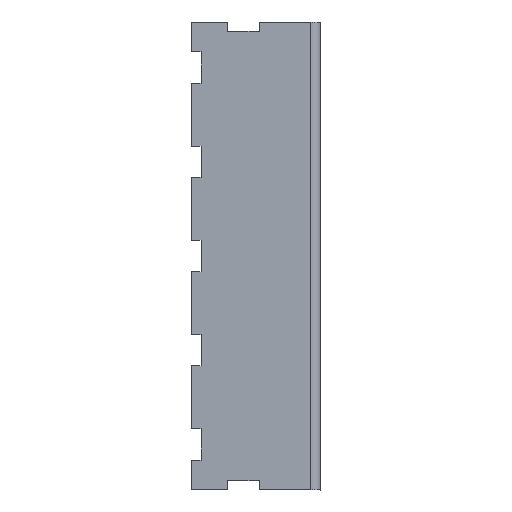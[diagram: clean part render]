
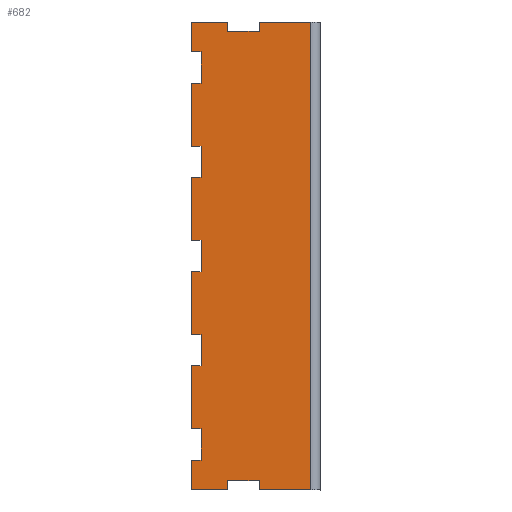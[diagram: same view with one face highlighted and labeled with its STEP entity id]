
A CAD part, top view. The second image highlights one B-rep face of the part: STEP entity #682.
In plain terms, the highlighted planar face has unit normal (0, 0, 1).
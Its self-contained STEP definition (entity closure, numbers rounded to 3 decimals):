
#37=PLANE('',#732);
#71=FACE_OUTER_BOUND('',#105,.T.);
#105=EDGE_LOOP('',(#558,#559,#560,#561,#562,#563,#564,#565,#566,#567,#568,
#569,#570,#571,#572,#573,#574,#575,#576,#577,#578,#579,#580,#581,#582,#583,
#584,#585,#586,#587,#588,#589));
#116=LINE('',#917,#210);
#120=LINE('',#926,#214);
#124=LINE('',#935,#218);
#126=LINE('',#941,#220);
#130=LINE('',#950,#224);
#134=LINE('',#959,#228);
#138=LINE('',#968,#232);
#144=LINE('',#980,#238);
#145=LINE('',#984,#239);
#149=LINE('',#993,#243);
#153=LINE('',#1002,#247);
#157=LINE('',#1011,#251);
#161=LINE('',#1018,#255);
#163=LINE('',#1021,#257);
#165=LINE('',#1024,#259);
#167=LINE('',#1027,#261);
#169=LINE('',#1030,#263);
#171=LINE('',#1033,#265);
#173=LINE('',#1036,#267);
#175=LINE('',#1039,#269);
#177=LINE('',#1043,#271);
#180=LINE('',#1049,#274);
#183=LINE('',#1054,#277);
#185=LINE('',#1058,#279);
#186=LINE('',#1060,#280);
#187=LINE('',#1062,#281);
#188=LINE('',#1063,#282);
#189=LINE('',#1065,#283);
#190=LINE('',#1067,#284);
#191=LINE('',#1069,#285);
#192=LINE('',#1071,#286);
#193=LINE('',#1072,#287);
#210=VECTOR('',#749,10.);
#214=VECTOR('',#757,10.);
#218=VECTOR('',#763,10.);
#220=VECTOR('',#767,10.);
#224=VECTOR('',#773,10.);
#228=VECTOR('',#779,10.);
#232=VECTOR('',#785,10.);
#238=VECTOR('',#793,10.);
#239=VECTOR('',#796,10.);
#243=VECTOR('',#802,10.);
#247=VECTOR('',#808,10.);
#251=VECTOR('',#814,10.);
#255=VECTOR('',#820,10.);
#257=VECTOR('',#824,10.);
#259=VECTOR('',#828,10.);
#261=VECTOR('',#832,10.);
#263=VECTOR('',#836,10.);
#265=VECTOR('',#840,10.);
#267=VECTOR('',#844,10.);
#269=VECTOR('',#848,10.);
#271=VECTOR('',#852,10.);
#274=VECTOR('',#857,10.);
#277=VECTOR('',#862,10.);
#279=VECTOR('',#866,10.);
#280=VECTOR('',#867,10.);
#281=VECTOR('',#868,10.);
#282=VECTOR('',#869,10.);
#283=VECTOR('',#870,10.);
#284=VECTOR('',#871,10.);
#285=VECTOR('',#872,10.);
#286=VECTOR('',#873,10.);
#287=VECTOR('',#874,10.);
#307=VERTEX_POINT('',#914);
#308=VERTEX_POINT('',#916);
#311=VERTEX_POINT('',#924);
#312=VERTEX_POINT('',#928);
#315=VERTEX_POINT('',#933);
#316=VERTEX_POINT('',#937);
#318=VERTEX_POINT('',#940);
#320=VERTEX_POINT('',#946);
#322=VERTEX_POINT('',#949);
#324=VERTEX_POINT('',#955);
#326=VERTEX_POINT('',#958);
#328=VERTEX_POINT('',#964);
#330=VERTEX_POINT('',#967);
#332=VERTEX_POINT('',#973);
#335=VERTEX_POINT('',#978);
#336=VERTEX_POINT('',#982);
#337=VERTEX_POINT('',#983);
#340=VERTEX_POINT('',#991);
#341=VERTEX_POINT('',#992);
#344=VERTEX_POINT('',#1000);
#345=VERTEX_POINT('',#1001);
#348=VERTEX_POINT('',#1009);
#349=VERTEX_POINT('',#1010);
#352=VERTEX_POINT('',#1042);
#354=VERTEX_POINT('',#1048);
#356=VERTEX_POINT('',#1057);
#357=VERTEX_POINT('',#1059);
#358=VERTEX_POINT('',#1061);
#359=VERTEX_POINT('',#1064);
#360=VERTEX_POINT('',#1066);
#361=VERTEX_POINT('',#1068);
#362=VERTEX_POINT('',#1070);
#371=EDGE_CURVE('',#307,#308,#116,.T.);
#376=EDGE_CURVE('',#311,#307,#120,.T.);
#380=EDGE_CURVE('',#315,#312,#124,.F.);
#382=EDGE_CURVE('',#316,#318,#126,.F.);
#386=EDGE_CURVE('',#320,#322,#130,.F.);
#390=EDGE_CURVE('',#324,#326,#134,.F.);
#394=EDGE_CURVE('',#328,#330,#138,.F.);
#400=EDGE_CURVE('',#335,#332,#144,.F.);
#401=EDGE_CURVE('',#336,#337,#145,.T.);
#405=EDGE_CURVE('',#340,#341,#149,.T.);
#409=EDGE_CURVE('',#344,#345,#153,.T.);
#413=EDGE_CURVE('',#348,#349,#157,.T.);
#417=EDGE_CURVE('',#341,#326,#161,.T.);
#419=EDGE_CURVE('',#320,#340,#163,.T.);
#421=EDGE_CURVE('',#324,#344,#165,.T.);
#423=EDGE_CURVE('',#345,#330,#167,.T.);
#425=EDGE_CURVE('',#349,#332,#169,.T.);
#427=EDGE_CURVE('',#328,#348,#171,.T.);
#429=EDGE_CURVE('',#316,#336,#173,.T.);
#431=EDGE_CURVE('',#337,#322,#175,.T.);
#433=EDGE_CURVE('',#352,#312,#177,.T.);
#436=EDGE_CURVE('',#335,#354,#180,.T.);
#439=EDGE_CURVE('',#354,#352,#183,.T.);
#441=EDGE_CURVE('',#311,#356,#185,.T.);
#442=EDGE_CURVE('',#356,#357,#186,.T.);
#443=EDGE_CURVE('',#357,#358,#187,.T.);
#444=EDGE_CURVE('',#318,#358,#188,.T.);
#445=EDGE_CURVE('',#359,#315,#189,.T.);
#446=EDGE_CURVE('',#359,#360,#190,.T.);
#447=EDGE_CURVE('',#360,#361,#191,.T.);
#448=EDGE_CURVE('',#361,#362,#192,.T.);
#449=EDGE_CURVE('',#308,#362,#193,.T.);
#558=ORIENTED_EDGE('',*,*,#371,.F.);
#559=ORIENTED_EDGE('',*,*,#376,.F.);
#560=ORIENTED_EDGE('',*,*,#441,.T.);
#561=ORIENTED_EDGE('',*,*,#442,.T.);
#562=ORIENTED_EDGE('',*,*,#443,.T.);
#563=ORIENTED_EDGE('',*,*,#444,.F.);
#564=ORIENTED_EDGE('',*,*,#382,.F.);
#565=ORIENTED_EDGE('',*,*,#429,.T.);
#566=ORIENTED_EDGE('',*,*,#401,.T.);
#567=ORIENTED_EDGE('',*,*,#431,.T.);
#568=ORIENTED_EDGE('',*,*,#386,.F.);
#569=ORIENTED_EDGE('',*,*,#419,.T.);
#570=ORIENTED_EDGE('',*,*,#405,.T.);
#571=ORIENTED_EDGE('',*,*,#417,.T.);
#572=ORIENTED_EDGE('',*,*,#390,.F.);
#573=ORIENTED_EDGE('',*,*,#421,.T.);
#574=ORIENTED_EDGE('',*,*,#409,.T.);
#575=ORIENTED_EDGE('',*,*,#423,.T.);
#576=ORIENTED_EDGE('',*,*,#394,.F.);
#577=ORIENTED_EDGE('',*,*,#427,.T.);
#578=ORIENTED_EDGE('',*,*,#413,.T.);
#579=ORIENTED_EDGE('',*,*,#425,.T.);
#580=ORIENTED_EDGE('',*,*,#400,.F.);
#581=ORIENTED_EDGE('',*,*,#436,.T.);
#582=ORIENTED_EDGE('',*,*,#439,.T.);
#583=ORIENTED_EDGE('',*,*,#433,.T.);
#584=ORIENTED_EDGE('',*,*,#380,.F.);
#585=ORIENTED_EDGE('',*,*,#445,.F.);
#586=ORIENTED_EDGE('',*,*,#446,.T.);
#587=ORIENTED_EDGE('',*,*,#447,.T.);
#588=ORIENTED_EDGE('',*,*,#448,.T.);
#589=ORIENTED_EDGE('',*,*,#449,.F.);
#682=ADVANCED_FACE('',(#71),#37,.F.);
#732=AXIS2_PLACEMENT_3D('',#1056,#864,#865);
#749=DIRECTION('',(0.,-1.,0.));
#757=DIRECTION('',(1.,0.,0.));
#763=DIRECTION('',(0.,-1.,0.));
#767=DIRECTION('',(0.,-1.,0.));
#773=DIRECTION('',(0.,-1.,0.));
#779=DIRECTION('',(0.,-1.,0.));
#785=DIRECTION('',(0.,-1.,0.));
#793=DIRECTION('',(0.,-1.,0.));
#796=DIRECTION('',(0.,-1.,0.));
#802=DIRECTION('',(0.,-1.,0.));
#808=DIRECTION('',(0.,-1.,0.));
#814=DIRECTION('',(0.,-1.,0.));
#820=DIRECTION('',(-1.,0.,0.));
#824=DIRECTION('',(1.,0.,0.));
#828=DIRECTION('',(1.,0.,0.));
#832=DIRECTION('',(-1.,0.,0.));
#836=DIRECTION('',(-1.,0.,0.));
#840=DIRECTION('',(1.,0.,0.));
#844=DIRECTION('',(1.,0.,0.));
#848=DIRECTION('',(-1.,0.,0.));
#852=DIRECTION('',(-1.,0.,0.));
#857=DIRECTION('',(1.,0.,0.));
#862=DIRECTION('',(0.,-1.,0.));
#864=DIRECTION('center_axis',(0.,0.,-1.));
#865=DIRECTION('ref_axis',(1.,0.,0.));
#866=DIRECTION('',(0.,-1.,0.));
#867=DIRECTION('',(-1.,0.,0.));
#868=DIRECTION('',(0.,1.,0.));
#869=DIRECTION('',(1.,0.,0.));
#870=DIRECTION('',(-1.,0.,0.));
#871=DIRECTION('',(0.,1.,0.));
#872=DIRECTION('',(1.,0.,0.));
#873=DIRECTION('',(0.,-1.,0.));
#874=DIRECTION('',(-1.,0.,0.));
#914=CARTESIAN_POINT('',(38.,148.5,-62.));
#916=CARTESIAN_POINT('',(38.,-0.5,-62.));
#917=CARTESIAN_POINT('',(38.,111.25,-62.));
#924=CARTESIAN_POINT('',(21.5,148.5,-62.));
#926=CARTESIAN_POINT('',(7.5,148.5,-62.));
#928=CARTESIAN_POINT('',(0.,9.,-62.));
#933=CARTESIAN_POINT('',(0.,-0.5,-62.));
#935=CARTESIAN_POINT('',(0.,36.75,-62.));
#937=CARTESIAN_POINT('',(0.,139.,-62.));
#940=CARTESIAN_POINT('',(0.,148.5,-62.));
#941=CARTESIAN_POINT('',(0.,36.75,-62.));
#946=CARTESIAN_POINT('',(0.,109.,-62.));
#949=CARTESIAN_POINT('',(0.,129.,-62.));
#950=CARTESIAN_POINT('',(0.,36.75,-62.));
#955=CARTESIAN_POINT('',(0.,79.,-62.));
#958=CARTESIAN_POINT('',(0.,99.,-62.));
#959=CARTESIAN_POINT('',(0.,36.75,-62.));
#964=CARTESIAN_POINT('',(0.,49.,-62.));
#967=CARTESIAN_POINT('',(0.,69.,-62.));
#968=CARTESIAN_POINT('',(0.,36.75,-62.));
#973=CARTESIAN_POINT('',(0.,39.,-62.));
#978=CARTESIAN_POINT('',(0.,19.,-62.));
#980=CARTESIAN_POINT('',(0.,36.75,-62.));
#982=CARTESIAN_POINT('',(3.,139.,-62.));
#983=CARTESIAN_POINT('',(3.,129.,-62.));
#984=CARTESIAN_POINT('',(3.,74.,-62.));
#991=CARTESIAN_POINT('',(3.,109.,-62.));
#992=CARTESIAN_POINT('',(3.,99.,-62.));
#993=CARTESIAN_POINT('',(3.,74.,-62.));
#1000=CARTESIAN_POINT('',(3.,79.,-62.));
#1001=CARTESIAN_POINT('',(3.,69.,-62.));
#1002=CARTESIAN_POINT('',(3.,74.,-62.));
#1009=CARTESIAN_POINT('',(3.,49.,-62.));
#1010=CARTESIAN_POINT('',(3.,39.,-62.));
#1011=CARTESIAN_POINT('',(3.,74.,-62.));
#1018=CARTESIAN_POINT('',(9.,99.,-62.));
#1021=CARTESIAN_POINT('',(7.5,109.,-62.));
#1024=CARTESIAN_POINT('',(7.5,79.,-62.));
#1027=CARTESIAN_POINT('',(9.,69.,-62.));
#1030=CARTESIAN_POINT('',(9.,39.,-62.));
#1033=CARTESIAN_POINT('',(7.5,49.,-62.));
#1036=CARTESIAN_POINT('',(7.5,139.,-62.));
#1039=CARTESIAN_POINT('',(9.,129.,-62.));
#1042=CARTESIAN_POINT('',(3.,9.,-62.));
#1043=CARTESIAN_POINT('',(9.,9.,-62.));
#1048=CARTESIAN_POINT('',(3.,19.,-62.));
#1049=CARTESIAN_POINT('',(7.5,19.,-62.));
#1054=CARTESIAN_POINT('',(3.,74.,-62.));
#1056=CARTESIAN_POINT('Origin',(15.,74.,-62.));
#1057=CARTESIAN_POINT('',(21.5,145.5,-62.));
#1058=CARTESIAN_POINT('',(21.5,111.25,-62.));
#1059=CARTESIAN_POINT('',(11.5,145.5,-62.));
#1060=CARTESIAN_POINT('',(-30.,145.5,-62.));
#1061=CARTESIAN_POINT('',(11.5,148.5,-62.));
#1062=CARTESIAN_POINT('',(11.5,109.75,-62.));
#1063=CARTESIAN_POINT('',(7.5,148.5,-62.));
#1064=CARTESIAN_POINT('',(11.5,-0.5,-62.));
#1065=CARTESIAN_POINT('',(22.5,-0.5,-62.));
#1066=CARTESIAN_POINT('',(11.5,2.5,-62.));
#1067=CARTESIAN_POINT('',(11.5,36.75,-62.));
#1068=CARTESIAN_POINT('',(21.5,2.5,-62.));
#1069=CARTESIAN_POINT('',(-30.,2.5,-62.));
#1070=CARTESIAN_POINT('',(21.5,-0.5,-62.));
#1071=CARTESIAN_POINT('',(21.5,38.25,-62.));
#1072=CARTESIAN_POINT('',(22.5,-0.5,-62.));
